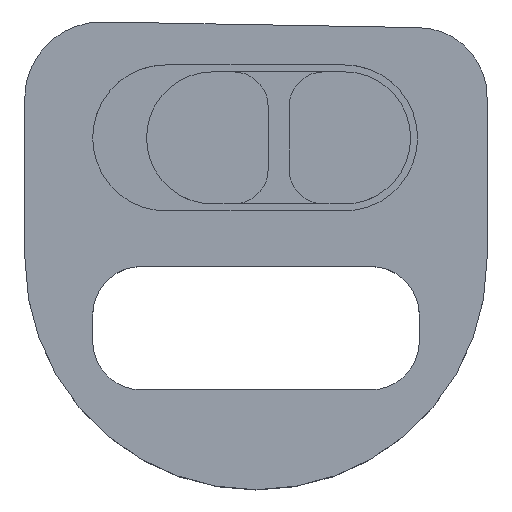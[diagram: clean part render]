
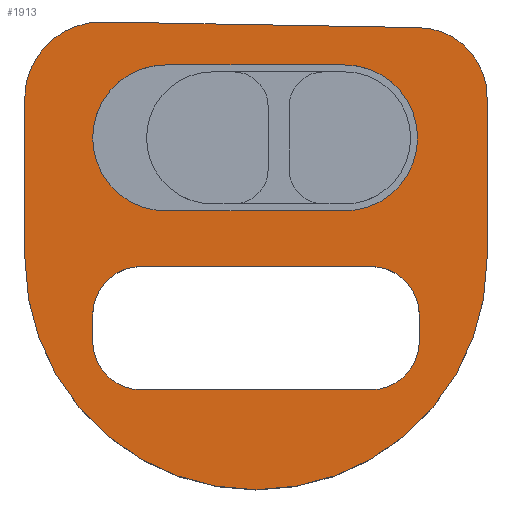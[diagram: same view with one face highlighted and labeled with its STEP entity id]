
A CAD part, top view. The second image highlights one B-rep face of the part: STEP entity #1913.
In plain terms, the highlighted planar face has unit normal (0, 0, 1).
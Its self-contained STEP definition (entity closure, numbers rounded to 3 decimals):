
#20=FACE_BOUND('',#231,.T.);
#21=FACE_BOUND('',#232,.T.);
#45=PLANE('',#2074);
#125=FACE_OUTER_BOUND('',#230,.T.);
#230=EDGE_LOOP('',(#1486,#1487,#1488,#1489,#1490,#1491,#1492));
#231=EDGE_LOOP('',(#1493,#1494,#1495,#1496,#1497,#1498,#1499,#1500));
#232=EDGE_LOOP('',(#1501,#1502,#1503,#1504));
#295=LINE('',#2762,#497);
#361=LINE('',#2947,#563);
#365=LINE('',#2960,#567);
#368=LINE('',#2968,#570);
#372=LINE('',#2978,#574);
#380=LINE('',#3020,#582);
#381=LINE('',#3024,#583);
#382=LINE('',#3026,#584);
#383=LINE('',#3027,#585);
#497=VECTOR('',#2186,10.);
#563=VECTOR('',#2352,10.);
#567=VECTOR('',#2366,10.);
#570=VECTOR('',#2375,10.);
#574=VECTOR('',#2385,10.);
#582=VECTOR('',#2439,10.);
#583=VECTOR('',#2442,10.);
#584=VECTOR('',#2445,10.);
#585=VECTOR('',#2446,10.);
#697=CIRCLE('',#1989,2.2);
#726=CIRCLE('',#2040,2.1);
#728=CIRCLE('',#2045,1.4);
#729=CIRCLE('',#2048,1.4);
#730=CIRCLE('',#2051,1.4);
#731=CIRCLE('',#2054,1.4);
#740=CIRCLE('',#2073,2.1);
#741=CIRCLE('',#2075,2.);
#742=CIRCLE('',#2076,6.65);
#743=CIRCLE('',#2077,2.);
#781=VERTEX_POINT('',#2752);
#782=VERTEX_POINT('',#2753);
#785=VERTEX_POINT('',#2761);
#851=VERTEX_POINT('',#2937);
#852=VERTEX_POINT('',#2939);
#854=VERTEX_POINT('',#2945);
#856=VERTEX_POINT('',#2953);
#857=VERTEX_POINT('',#2954);
#858=VERTEX_POINT('',#2959);
#859=VERTEX_POINT('',#2963);
#860=VERTEX_POINT('',#2967);
#861=VERTEX_POINT('',#2971);
#862=VERTEX_POINT('',#2972);
#863=VERTEX_POINT('',#2977);
#872=VERTEX_POINT('',#3013);
#873=VERTEX_POINT('',#3017);
#874=VERTEX_POINT('',#3019);
#875=VERTEX_POINT('',#3021);
#876=VERTEX_POINT('',#3023);
#971=EDGE_CURVE('',#781,#782,#697,.T.);
#975=EDGE_CURVE('',#781,#785,#295,.T.);
#1065=EDGE_CURVE('',#852,#851,#726,.T.);
#1069=EDGE_CURVE('',#854,#851,#361,.T.);
#1072=EDGE_CURVE('',#856,#857,#728,.T.);
#1075=EDGE_CURVE('',#857,#858,#365,.T.);
#1077=EDGE_CURVE('',#858,#859,#729,.T.);
#1079=EDGE_CURVE('',#859,#860,#368,.T.);
#1081=EDGE_CURVE('',#861,#862,#730,.T.);
#1084=EDGE_CURVE('',#863,#861,#372,.T.);
#1086=EDGE_CURVE('',#860,#863,#731,.T.);
#1100=EDGE_CURVE('',#854,#872,#740,.T.);
#1102=EDGE_CURVE('',#782,#873,#741,.T.);
#1103=EDGE_CURVE('',#873,#874,#380,.T.);
#1104=EDGE_CURVE('',#874,#875,#742,.T.);
#1105=EDGE_CURVE('',#875,#876,#381,.T.);
#1106=EDGE_CURVE('',#876,#785,#743,.T.);
#1107=EDGE_CURVE('',#862,#856,#382,.T.);
#1108=EDGE_CURVE('',#872,#852,#383,.T.);
#1486=ORIENTED_EDGE('',*,*,#975,.F.);
#1487=ORIENTED_EDGE('',*,*,#971,.T.);
#1488=ORIENTED_EDGE('',*,*,#1102,.T.);
#1489=ORIENTED_EDGE('',*,*,#1103,.T.);
#1490=ORIENTED_EDGE('',*,*,#1104,.T.);
#1491=ORIENTED_EDGE('',*,*,#1105,.T.);
#1492=ORIENTED_EDGE('',*,*,#1106,.T.);
#1493=ORIENTED_EDGE('',*,*,#1072,.T.);
#1494=ORIENTED_EDGE('',*,*,#1075,.T.);
#1495=ORIENTED_EDGE('',*,*,#1077,.T.);
#1496=ORIENTED_EDGE('',*,*,#1079,.T.);
#1497=ORIENTED_EDGE('',*,*,#1086,.T.);
#1498=ORIENTED_EDGE('',*,*,#1084,.T.);
#1499=ORIENTED_EDGE('',*,*,#1081,.T.);
#1500=ORIENTED_EDGE('',*,*,#1107,.T.);
#1501=ORIENTED_EDGE('',*,*,#1065,.T.);
#1502=ORIENTED_EDGE('',*,*,#1069,.F.);
#1503=ORIENTED_EDGE('',*,*,#1100,.T.);
#1504=ORIENTED_EDGE('',*,*,#1108,.T.);
#1913=ADVANCED_FACE('',(#125,#20,#21),#45,.T.);
#1989=AXIS2_PLACEMENT_3D('',#2754,#2178,#2179);
#2040=AXIS2_PLACEMENT_3D('',#2940,#2345,#2346);
#2045=AXIS2_PLACEMENT_3D('',#2955,#2360,#2361);
#2048=AXIS2_PLACEMENT_3D('',#2964,#2370,#2371);
#2051=AXIS2_PLACEMENT_3D('',#2973,#2379,#2380);
#2054=AXIS2_PLACEMENT_3D('',#2981,#2389,#2390);
#2073=AXIS2_PLACEMENT_3D('',#3014,#2432,#2433);
#2074=AXIS2_PLACEMENT_3D('',#3016,#2435,#2436);
#2075=AXIS2_PLACEMENT_3D('',#3018,#2437,#2438);
#2076=AXIS2_PLACEMENT_3D('',#3022,#2440,#2441);
#2077=AXIS2_PLACEMENT_3D('',#3025,#2443,#2444);
#2178=DIRECTION('center_axis',(0.,0.,1.));
#2179=DIRECTION('ref_axis',(0.018,1.,0.));
#2186=DIRECTION('',(1.,-0.018,0.));
#2345=DIRECTION('center_axis',(0.,0.,-1.));
#2346=DIRECTION('ref_axis',(-1.,0.,0.));
#2352=DIRECTION('',(1.,0.,0.));
#2360=DIRECTION('center_axis',(0.,0.,-1.));
#2361=DIRECTION('ref_axis',(-1.,0.,0.));
#2366=DIRECTION('',(0.,1.,0.));
#2370=DIRECTION('center_axis',(0.,0.,-1.));
#2371=DIRECTION('ref_axis',(0.,1.,0.));
#2375=DIRECTION('',(1.,0.,0.));
#2379=DIRECTION('center_axis',(0.,0.,-1.));
#2380=DIRECTION('ref_axis',(0.,-1.,0.));
#2385=DIRECTION('',(0.,-1.,0.));
#2389=DIRECTION('center_axis',(0.,0.,-1.));
#2390=DIRECTION('ref_axis',(1.,0.,0.));
#2432=DIRECTION('center_axis',(0.,0.,-1.));
#2433=DIRECTION('ref_axis',(-1.,0.,0.));
#2435=DIRECTION('center_axis',(0.,0.,1.));
#2436=DIRECTION('ref_axis',(1.,0.,0.));
#2437=DIRECTION('center_axis',(0.,0.,1.));
#2438=DIRECTION('ref_axis',(0.,1.,0.));
#2439=DIRECTION('',(0.,-1.,0.));
#2440=DIRECTION('center_axis',(0.,0.,1.));
#2441=DIRECTION('ref_axis',(1.,0.,0.));
#2442=DIRECTION('',(0.,1.,0.));
#2443=DIRECTION('center_axis',(0.,0.,1.));
#2444=DIRECTION('ref_axis',(1.,0.,0.));
#2445=DIRECTION('',(-1.,0.,0.));
#2446=DIRECTION('',(1.,0.,0.));
#2752=CARTESIAN_POINT('',(65.589,6.81,2.));
#2753=CARTESIAN_POINT('',(63.506,5.424,2.));
#2754=CARTESIAN_POINT('Origin',(65.55,4.611,2.));
#2761=CARTESIAN_POINT('',(74.65,6.65,2.));
#2762=CARTESIAN_POINT('',(63.35,6.85,2.));
#2937=CARTESIAN_POINT('',(72.55,1.375,2.));
#2939=CARTESIAN_POINT('',(72.55,5.575,2.));
#2940=CARTESIAN_POINT('Origin',(72.55,3.475,2.));
#2945=CARTESIAN_POINT('',(67.4,1.375,2.));
#2947=CARTESIAN_POINT('',(71.075,1.375,2.));
#2953=CARTESIAN_POINT('',(66.7,-3.775,2.));
#2954=CARTESIAN_POINT('',(65.3,-2.375,2.));
#2955=CARTESIAN_POINT('Origin',(66.7,-2.375,2.));
#2959=CARTESIAN_POINT('',(65.3,-1.625,2.));
#2960=CARTESIAN_POINT('',(65.3,-1.188,2.));
#2963=CARTESIAN_POINT('',(66.7,-0.225,2.));
#2964=CARTESIAN_POINT('Origin',(66.7,-1.625,2.));
#2967=CARTESIAN_POINT('',(73.3,-0.225,2.));
#2968=CARTESIAN_POINT('',(68.35,-0.225,2.));
#2971=CARTESIAN_POINT('',(74.7,-2.375,2.));
#2972=CARTESIAN_POINT('',(73.3,-3.775,2.));
#2973=CARTESIAN_POINT('Origin',(73.3,-2.375,2.));
#2977=CARTESIAN_POINT('',(74.7,-1.625,2.));
#2978=CARTESIAN_POINT('',(74.7,-0.812,2.));
#2981=CARTESIAN_POINT('Origin',(73.3,-1.625,2.));
#3013=CARTESIAN_POINT('',(67.4,5.575,2.));
#3014=CARTESIAN_POINT('Origin',(67.4,3.475,2.));
#3016=CARTESIAN_POINT('Origin',(70.,0.,2.));
#3017=CARTESIAN_POINT('',(63.35,4.65,2.));
#3018=CARTESIAN_POINT('Origin',(65.35,4.65,2.));
#3019=CARTESIAN_POINT('',(63.35,0.,2.));
#3020=CARTESIAN_POINT('',(63.35,-6.65,2.));
#3021=CARTESIAN_POINT('',(76.65,0.,2.));
#3022=CARTESIAN_POINT('Origin',(70.,0.,2.));
#3023=CARTESIAN_POINT('',(76.65,4.65,2.));
#3024=CARTESIAN_POINT('',(76.65,4.65,2.));
#3025=CARTESIAN_POINT('Origin',(74.65,4.65,2.));
#3026=CARTESIAN_POINT('',(67.263,-3.775,2.));
#3027=CARTESIAN_POINT('',(68.925,5.575,2.));
